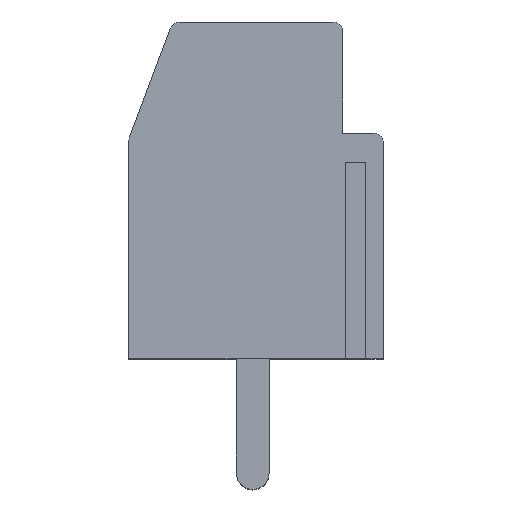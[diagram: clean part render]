
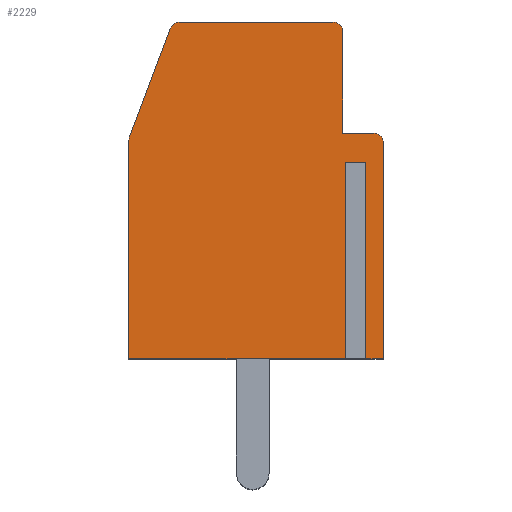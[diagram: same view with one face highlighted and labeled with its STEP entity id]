
A CAD part, top view. The second image highlights one B-rep face of the part: STEP entity #2229.
In plain terms, the highlighted planar face has unit normal (0, 0, 1).
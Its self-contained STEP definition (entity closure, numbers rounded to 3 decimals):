
#76 = LINE ( 'NONE', #7996, #5967 ) ;
#142 = VERTEX_POINT ( 'NONE', #6036 ) ;
#374 = CARTESIAN_POINT ( 'NONE',  ( 7.5, 6.9, 2.5 ) ) ;
#504 = CIRCLE ( 'NONE', #7064, 0.3 ) ;
#564 = ORIENTED_EDGE ( 'NONE', *, *, #3302, .T. ) ;
#613 = DIRECTION ( 'NONE',  ( 1., 0., 0. ) ) ;
#656 = VECTOR ( 'NONE', #4862, 1000. ) ;
#661 = DIRECTION ( 'NONE',  ( 0., 1., 0. ) ) ;
#664 = DIRECTION ( 'NONE',  ( -0.351, -0.936, 0. ) ) ;
#690 = CARTESIAN_POINT ( 'NONE',  ( 1.558, 10., 2.5 ) ) ;
#699 = CARTESIAN_POINT ( 'NONE',  ( 7.8, 6.6, 2.5 ) ) ;
#797 = VERTEX_POINT ( 'NONE', #848 ) ;
#832 = VERTEX_POINT ( 'NONE', #374 ) ;
#848 = CARTESIAN_POINT ( 'NONE',  ( 6.64, 0., 2.5 ) ) ;
#876 = CARTESIAN_POINT ( 'NONE',  ( -2.513, 0., 2.5 ) ) ;
#883 = CARTESIAN_POINT ( 'NONE',  ( 7.8, 6.9, 2.5 ) ) ;
#931 = DIRECTION ( 'NONE',  ( 1., 0., 0. ) ) ;
#951 = ORIENTED_EDGE ( 'NONE', *, *, #6886, .T. ) ;
#1199 = ORIENTED_EDGE ( 'NONE', *, *, #7566, .T. ) ;
#1294 = CARTESIAN_POINT ( 'NONE',  ( 6.55, 10.3, 2.5 ) ) ;
#1377 = LINE ( 'NONE', #9372, #4136 ) ;
#1383 = DIRECTION ( 'NONE',  ( 0., -1., 0. ) ) ;
#1444 = CARTESIAN_POINT ( 'NONE',  ( 0.5, 6.609, 2.5 ) ) ;
#1497 = ORIENTED_EDGE ( 'NONE', *, *, #2839, .T. ) ;
#1538 = ORIENTED_EDGE ( 'NONE', *, *, #6225, .T. ) ;
#1539 = ORIENTED_EDGE ( 'NONE', *, *, #7423, .T. ) ;
#1754 = DIRECTION ( 'NONE',  ( -1., 0., 0. ) ) ;
#1858 = EDGE_CURVE ( 'NONE', #142, #2237, #2756, .T. ) ;
#1877 = VECTOR ( 'NONE', #4372, 1000. ) ;
#1922 = VECTOR ( 'NONE', #1383, 1000. ) ;
#1928 = DIRECTION ( 'NONE',  ( 0., -1., 0. ) ) ;
#1996 = VECTOR ( 'NONE', #6623, 1000. ) ;
#2118 = ORIENTED_EDGE ( 'NONE', *, *, #3160, .T. ) ;
#2143 = CIRCLE ( 'NONE', #3816, 0.3 ) ;
#2167 = CARTESIAN_POINT ( 'NONE',  ( 0., 0., 2.5 ) ) ;
#2229 = ADVANCED_FACE ( 'NONE', ( #4305 ), #2728, .T. ) ;
#2237 = VERTEX_POINT ( 'NONE', #7374 ) ;
#2325 = AXIS2_PLACEMENT_3D ( 'NONE', #1444, #7264, #6465 ) ;
#2338 = DIRECTION ( 'NONE',  ( -1., 0., 0. ) ) ;
#2389 = CARTESIAN_POINT ( 'NONE',  ( 7.26, 6., 2.5 ) ) ;
#2398 = CARTESIAN_POINT ( 'NONE',  ( 7.26, 0., 2.5 ) ) ;
#2572 = EDGE_CURVE ( 'NONE', #5194, #3070, #5983, .T. ) ;
#2576 = CARTESIAN_POINT ( 'NONE',  ( 7.8, 0., 2.5 ) ) ;
#2654 = VECTOR ( 'NONE', #1754, 1000. ) ;
#2728 = PLANE ( 'NONE',  #3078 ) ;
#2756 = LINE ( 'NONE', #7869, #8699 ) ;
#2772 = CARTESIAN_POINT ( 'NONE',  ( 6.25, 10., 2.5 ) ) ;
#2839 = EDGE_CURVE ( 'NONE', #5962, #6176, #76, .T. ) ;
#2895 = VERTEX_POINT ( 'NONE', #699 ) ;
#2906 = VECTOR ( 'NONE', #931, 1000. ) ;
#2907 = VECTOR ( 'NONE', #1928, 1000. ) ;
#2982 = VERTEX_POINT ( 'NONE', #7678 ) ;
#3070 = VERTEX_POINT ( 'NONE', #8026 ) ;
#3078 = AXIS2_PLACEMENT_3D ( 'NONE', #876, #3737, #8120 ) ;
#3160 = EDGE_CURVE ( 'NONE', #6176, #4547, #3691, .T. ) ;
#3204 = CARTESIAN_POINT ( 'NONE',  ( 7.26, 6., 2.5 ) ) ;
#3302 = EDGE_CURVE ( 'NONE', #6249, #2895, #6980, .T. ) ;
#3415 = VERTEX_POINT ( 'NONE', #2398 ) ;
#3474 = DIRECTION ( 'NONE',  ( 1., 0., 0. ) ) ;
#3509 = EDGE_CURVE ( 'NONE', #2895, #832, #504, .T. ) ;
#3582 = ORIENTED_EDGE ( 'NONE', *, *, #7966, .T. ) ;
#3691 = CIRCLE ( 'NONE', #5551, 0.3 ) ;
#3727 = DIRECTION ( 'NONE',  ( 0., 0., 1. ) ) ;
#3737 = DIRECTION ( 'NONE',  ( 0., 0., 1. ) ) ;
#3775 = ORIENTED_EDGE ( 'NONE', *, *, #2572, .F. ) ;
#3816 = AXIS2_PLACEMENT_3D ( 'NONE', #690, #4993, #3474 ) ;
#4100 = EDGE_CURVE ( 'NONE', #832, #5962, #7433, .T. ) ;
#4136 = VECTOR ( 'NONE', #5778, 1000. ) ;
#4161 = CARTESIAN_POINT ( 'NONE',  ( 6.25, 10.3, 2.5 ) ) ;
#4267 = CARTESIAN_POINT ( 'NONE',  ( 0., 0., 2.5 ) ) ;
#4281 = CARTESIAN_POINT ( 'NONE',  ( 7.8, 0., 2.5 ) ) ;
#4305 = FACE_OUTER_BOUND ( 'NONE', #6879, .T. ) ;
#4359 = CARTESIAN_POINT ( 'NONE',  ( 6.55, 6.9, 2.5 ) ) ;
#4372 = DIRECTION ( 'NONE',  ( -1., 0., 0. ) ) ;
#4458 = LINE ( 'NONE', #5296, #1996 ) ;
#4547 = VERTEX_POINT ( 'NONE', #4161 ) ;
#4862 = DIRECTION ( 'NONE',  ( 0., 1., 0. ) ) ;
#4942 = ORIENTED_EDGE ( 'NONE', *, *, #3509, .T. ) ;
#4993 = DIRECTION ( 'NONE',  ( 0., 0., 1. ) ) ;
#5006 = CARTESIAN_POINT ( 'NONE',  ( 6.64, 6., 2.5 ) ) ;
#5194 = VERTEX_POINT ( 'NONE', #2389 ) ;
#5206 = ORIENTED_EDGE ( 'NONE', *, *, #7133, .T. ) ;
#5296 = CARTESIAN_POINT ( 'NONE',  ( 0., 0., 2.5 ) ) ;
#5308 = EDGE_CURVE ( 'NONE', #3070, #797, #6455, .T. ) ;
#5551 = AXIS2_PLACEMENT_3D ( 'NONE', #2772, #3727, #5840 ) ;
#5757 = ORIENTED_EDGE ( 'NONE', *, *, #9442, .T. ) ;
#5778 = DIRECTION ( 'NONE',  ( 0., -1., 0. ) ) ;
#5807 = VECTOR ( 'NONE', #2338, 1000. ) ;
#5833 = VERTEX_POINT ( 'NONE', #6319 ) ;
#5840 = DIRECTION ( 'NONE',  ( 1., 0., 0. ) ) ;
#5918 = ORIENTED_EDGE ( 'NONE', *, *, #4100, .T. ) ;
#5962 = VERTEX_POINT ( 'NONE', #4359 ) ;
#5967 = VECTOR ( 'NONE', #661, 1000. ) ;
#5983 = LINE ( 'NONE', #3204, #5807 ) ;
#6036 = CARTESIAN_POINT ( 'NONE',  ( 1.277, 10.105, 2.5 ) ) ;
#6176 = VERTEX_POINT ( 'NONE', #7652 ) ;
#6225 = EDGE_CURVE ( 'NONE', #5833, #8427, #1377, .T. ) ;
#6249 = VERTEX_POINT ( 'NONE', #4281 ) ;
#6270 = CARTESIAN_POINT ( 'NONE',  ( 7.26, 6., 2.5 ) ) ;
#6319 = CARTESIAN_POINT ( 'NONE',  ( 0., 6.609, 2.5 ) ) ;
#6455 = LINE ( 'NONE', #5006, #1922 ) ;
#6465 = DIRECTION ( 'NONE',  ( 1., 0., 0. ) ) ;
#6611 = LINE ( 'NONE', #2167, #2906 ) ;
#6623 = DIRECTION ( 'NONE',  ( 1., 0., 0. ) ) ;
#6879 = EDGE_LOOP ( 'NONE', ( #7479, #5757, #1538, #3582, #8065, #3775, #951, #1199, #564, #4942, #5918, #1497, #2118, #5206, #1539 ) ) ;
#6886 = EDGE_CURVE ( 'NONE', #5194, #3415, #7751, .T. ) ;
#6980 = LINE ( 'NONE', #2576, #656 ) ;
#7064 = AXIS2_PLACEMENT_3D ( 'NONE', #8602, #7211, #613 ) ;
#7133 = EDGE_CURVE ( 'NONE', #4547, #2982, #7998, .T. ) ;
#7211 = DIRECTION ( 'NONE',  ( 0., 0., 1. ) ) ;
#7264 = DIRECTION ( 'NONE',  ( 0., 0., 1. ) ) ;
#7374 = CARTESIAN_POINT ( 'NONE',  ( 0.032, 6.785, 2.5 ) ) ;
#7423 = EDGE_CURVE ( 'NONE', #2982, #142, #2143, .T. ) ;
#7433 = LINE ( 'NONE', #883, #2654 ) ;
#7479 = ORIENTED_EDGE ( 'NONE', *, *, #1858, .T. ) ;
#7566 = EDGE_CURVE ( 'NONE', #3415, #6249, #4458, .T. ) ;
#7652 = CARTESIAN_POINT ( 'NONE',  ( 6.55, 10., 2.5 ) ) ;
#7678 = CARTESIAN_POINT ( 'NONE',  ( 1.558, 10.3, 2.5 ) ) ;
#7751 = LINE ( 'NONE', #6270, #2907 ) ;
#7869 = CARTESIAN_POINT ( 'NONE',  ( 1.35, 10.3, 2.5 ) ) ;
#7966 = EDGE_CURVE ( 'NONE', #8427, #797, #6611, .T. ) ;
#7996 = CARTESIAN_POINT ( 'NONE',  ( 6.55, 6.9, 2.5 ) ) ;
#7998 = LINE ( 'NONE', #1294, #1877 ) ;
#8026 = CARTESIAN_POINT ( 'NONE',  ( 6.64, 6., 2.5 ) ) ;
#8065 = ORIENTED_EDGE ( 'NONE', *, *, #5308, .F. ) ;
#8120 = DIRECTION ( 'NONE',  ( 1., 0., 0. ) ) ;
#8427 = VERTEX_POINT ( 'NONE', #4267 ) ;
#8602 = CARTESIAN_POINT ( 'NONE',  ( 7.5, 6.6, 2.5 ) ) ;
#8699 = VECTOR ( 'NONE', #664, 1000. ) ;
#9224 = CIRCLE ( 'NONE', #2325, 0.5 ) ;
#9372 = CARTESIAN_POINT ( 'NONE',  ( 0., 6.7, 2.5 ) ) ;
#9442 = EDGE_CURVE ( 'NONE', #2237, #5833, #9224, .T. ) ;
